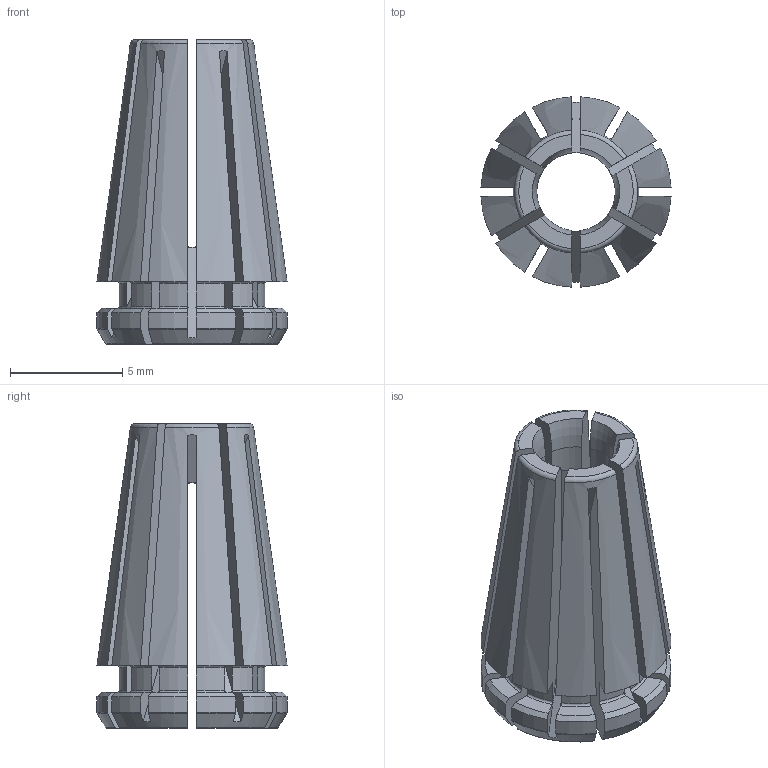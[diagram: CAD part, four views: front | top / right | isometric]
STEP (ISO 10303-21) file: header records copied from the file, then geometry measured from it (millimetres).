
FILE_DESCRIPTION(/* description */ (''),/* implementation_level */ '2;1');
FILE_NAME(/* name */ '110803501.stp',/* time_stamp */ '2021-01-08T13:04:00',/* author */ ('LRA'),/* organization */ ('REGO-FIX'),/* preprocessor_version */ ' Unknown',/* originating_system */ 'SIEMENS PLM Software Solid Edge ST10',/* authorization */ 'Unknown');
FILE_SCHEMA (('AUTOMOTIVE_DESIGN { 1 0 10303 214 2 1 1}'));
Length unit declared in the file: millimetre
Products named in the file (1): NOCUT
Bounding box: 8.49 x 8.49 x 13.6 mm (x, y, z)
Volume: 313.6 mm3; surface area: 939.2 mm2
Topology: 1 solids, 1 shells, 217 faces, 638 edges, 421 vertices
Faces by surface type: plane 84, torus 60, cylinder 49, cone 24
Full cylindrical faces by diameter (mm): 3.5 x1
Entity records: 7652 total; most frequent: CARTESIAN_POINT 1907, ORIENTED_EDGE 1272, DIRECTION 1166, EDGE_CURVE 636, AXIS2_PLACEMENT_3D 457, VERTEX_POINT 420, LINE 252, VECTOR 252
